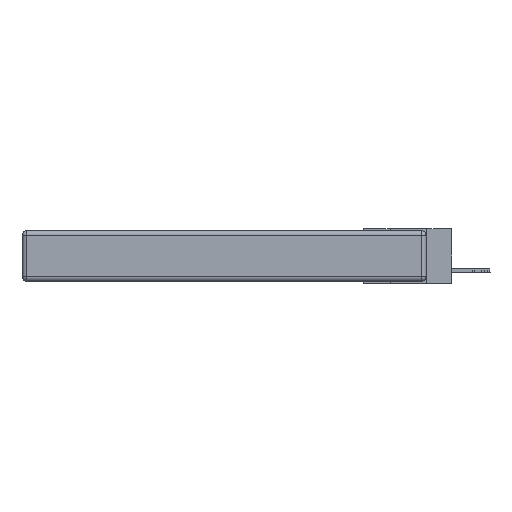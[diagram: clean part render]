
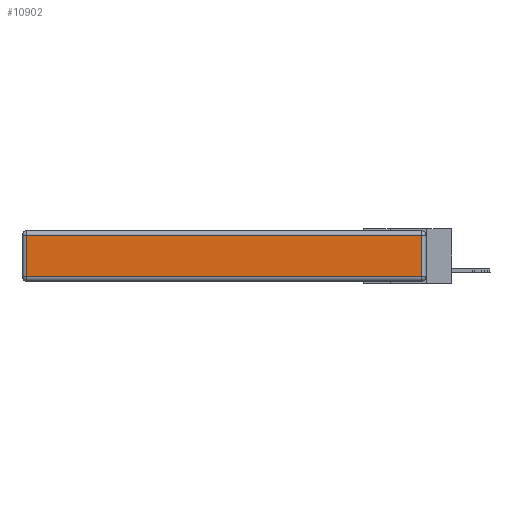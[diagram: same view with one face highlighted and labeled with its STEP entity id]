
A CAD part, left-side view. The second image highlights one B-rep face of the part: STEP entity #10902.
In plain terms, the highlighted planar face has unit normal (-1, 0, 0).
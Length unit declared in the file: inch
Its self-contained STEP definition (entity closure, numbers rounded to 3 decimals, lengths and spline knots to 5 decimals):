
#264 = LINE ( 'NONE', #12253, #18522 ) ;
#536 = CARTESIAN_POINT ( 'NONE',  ( 0., 2.72, -0.313 ) ) ;
#664 = CARTESIAN_POINT ( 'NONE',  ( 0., 0., -0.313 ) ) ;
#2097 = VECTOR ( 'NONE', #20554, 39.37008 ) ;
#3367 = VERTEX_POINT ( 'NONE', #536 ) ;
#5530 = FACE_OUTER_BOUND ( 'NONE', #7498, .T. ) ;
#6197 = ORIENTED_EDGE ( 'NONE', *, *, #15290, .T. ) ;
#6718 = ORIENTED_EDGE ( 'NONE', *, *, #16420, .T. ) ;
#6870 = LINE ( 'NONE', #7980, #23792 ) ;
#7498 = EDGE_LOOP ( 'NONE', ( #8282, #6197, #11677, #6718 ) ) ;
#7980 = CARTESIAN_POINT ( 'NONE',  ( 0., 2.72, -0.343 ) ) ;
#8282 = ORIENTED_EDGE ( 'NONE', *, *, #19772, .T. ) ;
#8767 = LINE ( 'NONE', #664, #2097 ) ;
#9904 = DIRECTION ( 'NONE',  ( -1., 0., 0. ) ) ;
#10093 = DIRECTION ( 'NONE',  ( 0., 0., 1. ) ) ;
#10521 = DIRECTION ( 'NONE',  ( 0., 0., -1. ) ) ;
#10902 = ADVANCED_FACE ( 'NONE', ( #5530 ), #18999, .T. ) ;
#11677 = ORIENTED_EDGE ( 'NONE', *, *, #15949, .T. ) ;
#12226 = CARTESIAN_POINT ( 'NONE',  ( 0., 2.72, -0.03 ) ) ;
#12253 = CARTESIAN_POINT ( 'NONE',  ( 0., 2.75, -0.03 ) ) ;
#13625 = LINE ( 'NONE', #26487, #18220 ) ;
#15290 = EDGE_CURVE ( 'NONE', #19283, #18643, #13625, .T. ) ;
#15949 = EDGE_CURVE ( 'NONE', #18643, #19372, #264, .T. ) ;
#16420 = EDGE_CURVE ( 'NONE', #19372, #3367, #6870, .T. ) ;
#17272 = DIRECTION ( 'NONE',  ( 0., 0., 1. ) ) ;
#18220 = VECTOR ( 'NONE', #17272, 39.37008 ) ;
#18522 = VECTOR ( 'NONE', #20990, 39.37008 ) ;
#18643 = VERTEX_POINT ( 'NONE', #20310 ) ;
#18999 = PLANE ( 'NONE',  #21067 ) ;
#19283 = VERTEX_POINT ( 'NONE', #21430 ) ;
#19372 = VERTEX_POINT ( 'NONE', #12226 ) ;
#19772 = EDGE_CURVE ( 'NONE', #3367, #19283, #8767, .T. ) ;
#20310 = CARTESIAN_POINT ( 'NONE',  ( 0., 0.03, -0.03 ) ) ;
#20554 = DIRECTION ( 'NONE',  ( 0., -1., 0. ) ) ;
#20990 = DIRECTION ( 'NONE',  ( 0., 1., 0. ) ) ;
#21067 = AXIS2_PLACEMENT_3D ( 'NONE', #27887, #9904, #10093 ) ;
#21430 = CARTESIAN_POINT ( 'NONE',  ( 0., 0.03, -0.313 ) ) ;
#23792 = VECTOR ( 'NONE', #10521, 39.37008 ) ;
#26487 = CARTESIAN_POINT ( 'NONE',  ( 0., 0.03, -0.343 ) ) ;
#27887 = CARTESIAN_POINT ( 'NONE',  ( 0., 0., -0.343 ) ) ;
